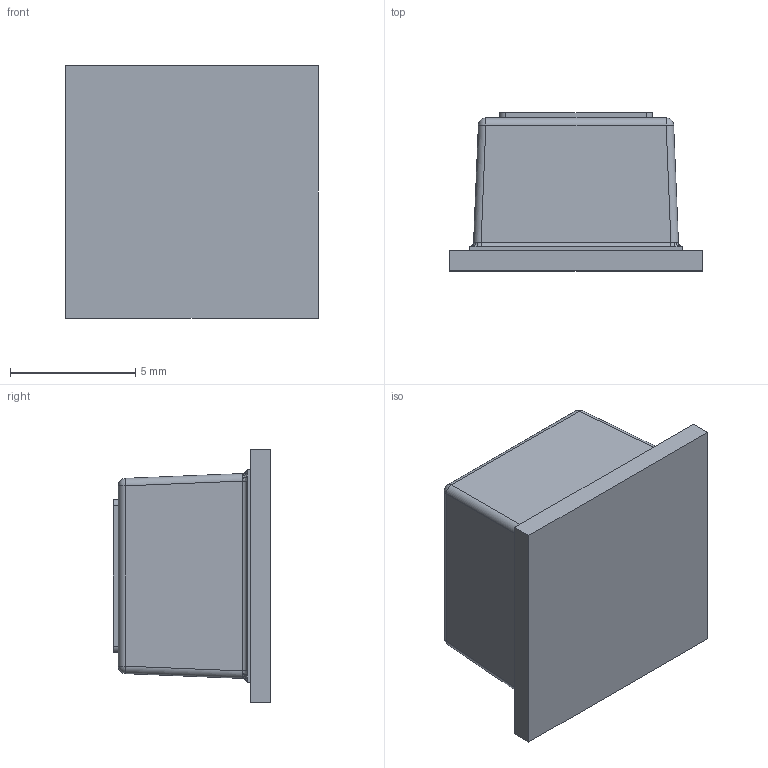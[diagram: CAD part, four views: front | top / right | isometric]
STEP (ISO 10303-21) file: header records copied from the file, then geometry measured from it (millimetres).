
FILE_DESCRIPTION (( 'STEP AP214' ), '1' );
FILE_NAME ('SCD40-D-R2.STEP', '2022-06-14T14:01:28', ( '' ), ( '' ), 'SwSTEP 2.0', 'SolidWorks 2018', '' );
FILE_SCHEMA (( 'AUTOMOTIVE_DESIGN' ));
Length unit declared in the file: millimetre
Products named in the file (1): SCD40-D-R2
Bounding box: 10.1 x 6.3 x 10.1 mm (x, y, z)
Volume: 427.7 mm3; surface area: 395.4 mm2
Topology: 1 solids, 1 shells, 62 faces, 150 edges, 88 vertices
Faces by surface type: plane 25, cylinder 17, bspline 16, sphere 4
Entity records: 2584 total; most frequent: CARTESIAN_POINT 545, ORIENTED_EDGE 292, DIRECTION 258, EDGE_CURVE 146, AXIS2_PLACEMENT_3D 89, VERTEX_POINT 88, LINE 80, VECTOR 80
